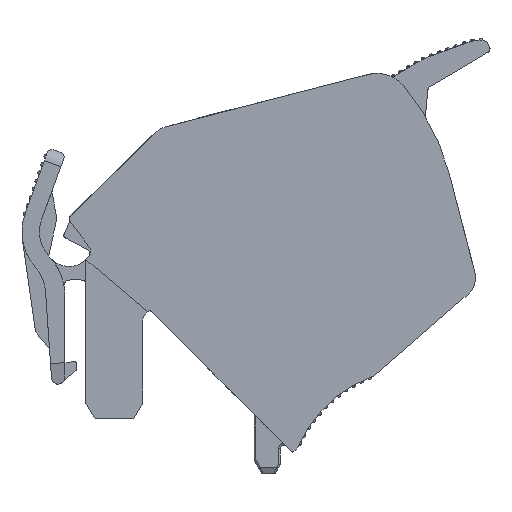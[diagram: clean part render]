
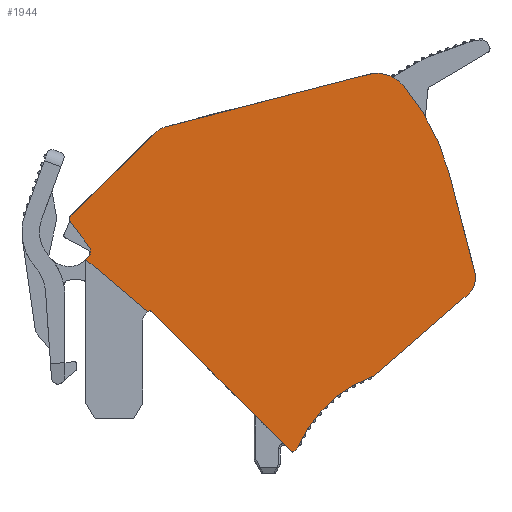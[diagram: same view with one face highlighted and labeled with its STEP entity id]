
A CAD part, left-side view. The second image highlights one B-rep face of the part: STEP entity #1944.
In plain terms, the highlighted planar face has unit normal (-1, 0, 0).
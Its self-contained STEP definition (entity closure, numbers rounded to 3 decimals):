
#1775=AXIS2_PLACEMENT_3D('Circle Axis2P3D',#1773,#1774,$) ;
#1804=AXIS2_PLACEMENT_3D('Plane Axis2P3D',#1801,#1802,#1803) ;
#1808=AXIS2_PLACEMENT_3D('Circle Axis2P3D',#1806,#1807,$) ;
#1817=AXIS2_PLACEMENT_3D('Circle Axis2P3D',#1815,#1816,$) ;
#1831=AXIS2_PLACEMENT_3D('Circle Axis2P3D',#1829,#1830,$) ;
#1850=AXIS2_PLACEMENT_3D('Circle Axis2P3D',#1848,#1849,$) ;
#1864=AXIS2_PLACEMENT_3D('Circle Axis2P3D',#1862,#1863,$) ;
#1878=AXIS2_PLACEMENT_3D('Circle Axis2P3D',#1876,#1877,$) ;
#1892=AXIS2_PLACEMENT_3D('Circle Axis2P3D',#1890,#1891,$) ;
#1899=AXIS2_PLACEMENT_3D('Circle Axis2P3D',#1897,#1898,$) ;
#1913=AXIS2_PLACEMENT_3D('Circle Axis2P3D',#1911,#1912,$) ;
#212=CARTESIAN_POINT('Vertex',(0.,22.724,2.521)) ;
#215=CARTESIAN_POINT('Line Origine',(0.,30.732,10.529)) ;
#219=CARTESIAN_POINT('Vertex',(0.,38.74,18.537)) ;
#1773=CARTESIAN_POINT('Axis2P3D Location',(0.,38.952,18.325)) ;
#1777=CARTESIAN_POINT('Vertex',(0.,39.164,18.537)) ;
#1801=CARTESIAN_POINT('Axis2P3D Location',(0.,11.941,16.345)) ;
#1806=CARTESIAN_POINT('Axis2P3D Location',(0.,47.669,29.123)) ;
#1810=CARTESIAN_POINT('Vertex',(0.,48.019,29.479)) ;
#1812=CARTESIAN_POINT('Vertex',(0.,48.167,29.158)) ;
#1815=CARTESIAN_POINT('Axis2P3D Location',(0.,47.668,29.123)) ;
#1819=CARTESIAN_POINT('Vertex',(0.,48.065,28.818)) ;
#1822=CARTESIAN_POINT('Line Origine',(0.,46.997,27.426)) ;
#1826=CARTESIAN_POINT('Vertex',(0.,45.929,26.034)) ;
#1829=CARTESIAN_POINT('Axis2P3D Location',(0.,46.722,25.426)) ;
#1833=CARTESIAN_POINT('Vertex',(0.,46.022,24.712)) ;
#1836=CARTESIAN_POINT('Line Origine',(0.,46.137,24.599)) ;
#1840=CARTESIAN_POINT('Vertex',(0.,46.253,24.485)) ;
#1843=CARTESIAN_POINT('Line Origine',(0.,42.709,21.511)) ;
#1848=CARTESIAN_POINT('Axis2P3D Location',(0.,22.583,2.663)) ;
#1852=CARTESIAN_POINT('Vertex',(0.,22.441,2.521)) ;
#1855=CARTESIAN_POINT('Line Origine',(0.,22.229,2.733)) ;
#1859=CARTESIAN_POINT('Vertex',(0.,22.017,2.946)) ;
#1862=CARTESIAN_POINT('Axis2P3D Location',(0.,8.217,-2.934)) ;
#1866=CARTESIAN_POINT('Vertex',(0.,13.208,11.211)) ;
#1869=CARTESIAN_POINT('Line Origine',(0.,7.863,15.858)) ;
#1873=CARTESIAN_POINT('Vertex',(0.,2.517,20.505)) ;
#1876=CARTESIAN_POINT('Axis2P3D Location',(0.,4.157,22.392)) ;
#1880=CARTESIAN_POINT('Vertex',(0.,1.736,23.018)) ;
#1883=CARTESIAN_POINT('Line Origine',(0.,3.188,28.631)) ;
#1887=CARTESIAN_POINT('Vertex',(0.,4.639,34.243)) ;
#1890=CARTESIAN_POINT('Axis2P3D Location',(0.,29.327,27.859)) ;
#1894=CARTESIAN_POINT('Vertex',(0.,9.916,44.395)) ;
#1897=CARTESIAN_POINT('Axis2P3D Location',(0.,12.96,41.801)) ;
#1901=CARTESIAN_POINT('Vertex',(0.,13.962,45.673)) ;
#1904=CARTESIAN_POINT('Line Origine',(0.,25.566,42.672)) ;
#1908=CARTESIAN_POINT('Vertex',(0.,37.169,39.671)) ;
#1911=CARTESIAN_POINT('Axis2P3D Location',(0.,36.544,37.251)) ;
#1915=CARTESIAN_POINT('Vertex',(0.,38.296,39.034)) ;
#1918=CARTESIAN_POINT('Line Origine',(0.,43.157,34.257)) ;
#216=DIRECTION('Vector Direction',(0.,-0.707,-0.707)) ;
#1774=DIRECTION('Axis2P3D Direction',(1.,0.,0.)) ;
#1802=DIRECTION('Axis2P3D Direction',(-1.,0.,0.)) ;
#1803=DIRECTION('Axis2P3D XDirection',(0.,-0.968,0.25)) ;
#1807=DIRECTION('Axis2P3D Direction',(-1.,0.,0.)) ;
#1816=DIRECTION('Axis2P3D Direction',(-1.,0.,0.)) ;
#1823=DIRECTION('Vector Direction',(0.,-0.609,-0.793)) ;
#1830=DIRECTION('Axis2P3D Direction',(-1.,0.,0.)) ;
#1837=DIRECTION('Vector Direction',(0.,0.713,-0.701)) ;
#1844=DIRECTION('Vector Direction',(0.,-0.766,-0.643)) ;
#1849=DIRECTION('Axis2P3D Direction',(-1.,0.,0.)) ;
#1856=DIRECTION('Vector Direction',(0.,-0.707,0.707)) ;
#1863=DIRECTION('Axis2P3D Direction',(-1.,0.,0.)) ;
#1870=DIRECTION('Vector Direction',(0.,-0.755,0.656)) ;
#1877=DIRECTION('Axis2P3D Direction',(-1.,0.,0.)) ;
#1884=DIRECTION('Vector Direction',(0.,0.25,0.968)) ;
#1891=DIRECTION('Axis2P3D Direction',(-1.,0.,0.)) ;
#1898=DIRECTION('Axis2P3D Direction',(-1.,0.,0.)) ;
#1905=DIRECTION('Vector Direction',(0.,0.968,-0.25)) ;
#1912=DIRECTION('Axis2P3D Direction',(-1.,0.,0.)) ;
#1919=DIRECTION('Vector Direction',(0.,0.713,-0.701)) ;
#217=VECTOR('Line Direction',#216,1.) ;
#1824=VECTOR('Line Direction',#1823,1.) ;
#1838=VECTOR('Line Direction',#1837,1.) ;
#1845=VECTOR('Line Direction',#1844,1.) ;
#1857=VECTOR('Line Direction',#1856,1.) ;
#1871=VECTOR('Line Direction',#1870,1.) ;
#1885=VECTOR('Line Direction',#1884,1.) ;
#1906=VECTOR('Line Direction',#1905,1.) ;
#1920=VECTOR('Line Direction',#1919,1.) ;
#1924=ORIENTED_EDGE('',*,*,#1814,.T.) ;
#1925=ORIENTED_EDGE('',*,*,#1821,.T.) ;
#1926=ORIENTED_EDGE('',*,*,#1828,.T.) ;
#1927=ORIENTED_EDGE('',*,*,#1835,.T.) ;
#1928=ORIENTED_EDGE('',*,*,#1842,.T.) ;
#1929=ORIENTED_EDGE('',*,*,#1847,.T.) ;
#1930=ORIENTED_EDGE('',*,*,#1779,.T.) ;
#1931=ORIENTED_EDGE('',*,*,#221,.T.) ;
#1932=ORIENTED_EDGE('',*,*,#1854,.T.) ;
#1933=ORIENTED_EDGE('',*,*,#1861,.T.) ;
#1934=ORIENTED_EDGE('',*,*,#1868,.T.) ;
#1935=ORIENTED_EDGE('',*,*,#1875,.T.) ;
#1936=ORIENTED_EDGE('',*,*,#1882,.T.) ;
#1937=ORIENTED_EDGE('',*,*,#1889,.T.) ;
#1938=ORIENTED_EDGE('',*,*,#1896,.T.) ;
#1939=ORIENTED_EDGE('',*,*,#1903,.T.) ;
#1940=ORIENTED_EDGE('',*,*,#1910,.T.) ;
#1941=ORIENTED_EDGE('',*,*,#1917,.T.) ;
#1942=ORIENTED_EDGE('',*,*,#1922,.T.) ;
#1944=ADVANCED_FACE('MLD L',(#1943),#1805,.T.) ;
#1776=CIRCLE('generated circle',#1775,0.3) ;
#1809=CIRCLE('generated circle',#1808,0.5) ;
#1818=CIRCLE('generated circle',#1817,0.5) ;
#1832=CIRCLE('generated circle',#1831,1.) ;
#1851=CIRCLE('generated circle',#1850,0.2) ;
#1865=CIRCLE('generated circle',#1864,15.) ;
#1879=CIRCLE('generated circle',#1878,2.5) ;
#1893=CIRCLE('generated circle',#1892,25.5) ;
#1900=CIRCLE('generated circle',#1899,4.) ;
#1914=CIRCLE('generated circle',#1913,2.5) ;
#221=EDGE_CURVE('',#220,#213,#218,.T.) ;
#1779=EDGE_CURVE('',#1778,#220,#1776,.T.) ;
#1814=EDGE_CURVE('',#1811,#1813,#1809,.T.) ;
#1821=EDGE_CURVE('',#1813,#1820,#1818,.T.) ;
#1828=EDGE_CURVE('',#1820,#1827,#1825,.T.) ;
#1835=EDGE_CURVE('',#1827,#1834,#1832,.F.) ;
#1842=EDGE_CURVE('',#1834,#1841,#1839,.T.) ;
#1847=EDGE_CURVE('',#1841,#1778,#1846,.T.) ;
#1854=EDGE_CURVE('',#213,#1853,#1851,.T.) ;
#1861=EDGE_CURVE('',#1853,#1860,#1858,.T.) ;
#1868=EDGE_CURVE('',#1860,#1867,#1865,.F.) ;
#1875=EDGE_CURVE('',#1867,#1874,#1872,.T.) ;
#1882=EDGE_CURVE('',#1874,#1881,#1879,.T.) ;
#1889=EDGE_CURVE('',#1881,#1888,#1886,.T.) ;
#1896=EDGE_CURVE('',#1888,#1895,#1893,.T.) ;
#1903=EDGE_CURVE('',#1895,#1902,#1900,.T.) ;
#1910=EDGE_CURVE('',#1902,#1909,#1907,.T.) ;
#1917=EDGE_CURVE('',#1909,#1916,#1914,.T.) ;
#1922=EDGE_CURVE('',#1916,#1811,#1921,.T.) ;
#1923=EDGE_LOOP('',(#1924,#1925,#1926,#1927,#1928,#1929,#1930,#1931,#1932,#1933,#1934,#1935,#1936,#1937,#1938,#1939,#1940,#1941,#1942)) ;
#1943=FACE_OUTER_BOUND('',#1923,.T.) ;
#218=LINE('Line',#215,#217) ;
#1825=LINE('Line',#1822,#1824) ;
#1839=LINE('Line',#1836,#1838) ;
#1846=LINE('Line',#1843,#1845) ;
#1858=LINE('Line',#1855,#1857) ;
#1872=LINE('Line',#1869,#1871) ;
#1886=LINE('Line',#1883,#1885) ;
#1907=LINE('Line',#1904,#1906) ;
#1921=LINE('Line',#1918,#1920) ;
#1805=PLANE('',#1804) ;
#213=VERTEX_POINT('',#212) ;
#220=VERTEX_POINT('',#219) ;
#1778=VERTEX_POINT('',#1777) ;
#1811=VERTEX_POINT('',#1810) ;
#1813=VERTEX_POINT('',#1812) ;
#1820=VERTEX_POINT('',#1819) ;
#1827=VERTEX_POINT('',#1826) ;
#1834=VERTEX_POINT('',#1833) ;
#1841=VERTEX_POINT('',#1840) ;
#1853=VERTEX_POINT('',#1852) ;
#1860=VERTEX_POINT('',#1859) ;
#1867=VERTEX_POINT('',#1866) ;
#1874=VERTEX_POINT('',#1873) ;
#1881=VERTEX_POINT('',#1880) ;
#1888=VERTEX_POINT('',#1887) ;
#1895=VERTEX_POINT('',#1894) ;
#1902=VERTEX_POINT('',#1901) ;
#1909=VERTEX_POINT('',#1908) ;
#1916=VERTEX_POINT('',#1915) ;
